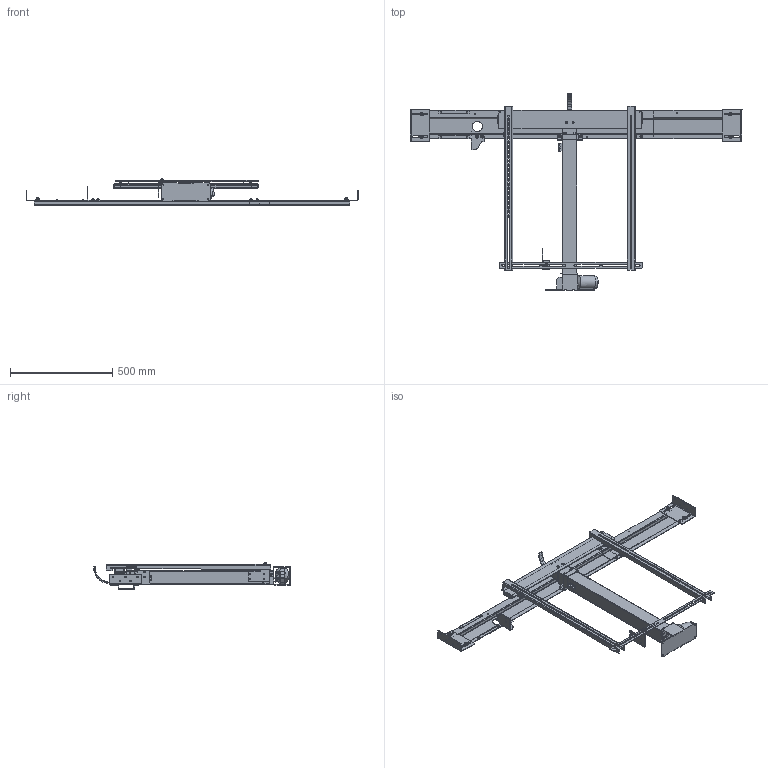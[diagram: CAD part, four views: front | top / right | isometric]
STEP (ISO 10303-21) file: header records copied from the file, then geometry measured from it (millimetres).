
FILE_DESCRIPTION((''),'2;1');
FILE_NAME('P5.00.00 PODNOŚNIK K5 PREMIUM_Uproszczony.stp','2018-10-31T13:47:22',('m.krzysiek'),(''),'Autodesk Inventor 2011','Autodesk Inventor 2011','');
FILE_SCHEMA(('AUTOMOTIVE_DESIGN { 1 0 10303 214 1 1 1 1 }'));
Length unit declared in the file: millimetre
Products named in the file (44): P5.00.00; P5.01.00 Moduł napędu_uproszczony; KE.09.00 Zespł podstawy K_Model uproszczony; KE.09.01 Moduł podstawy; KE.09.01.01 Płytka silnika; PK.09.01.02 Podstawa; KE.09.01.03 Uchwyt sztycy pionowej; SILNIK 107.692_FCEE; PK.03.00 Oslona krancowki; K5.01.02 Zespół teleskopu K5_uproszczony; K5.01.02.01 Profil zewnętrzny; K5.01.02.02 Profil pośredni; K5.01.02.03 Profil wewnętrzny; PK.01.02 Zabierak wieka; P5.02.00 Uchwyt telewizora _K5_PREM; KP.21.00_Uchwyt łańcucha; ISO 8678 M8 x 16; ISO 7089 8 - 140 HV; ISO 4032 M8; KP.24.00_łącznik zawiesia; PK.10.00 Moduł belki nośnej; PK.10.01 Belka pozioma_B3M; PK.10.02 Nakładka belki; PK.01.01 Tulejka belki; K5.02.02 Belka pionowa; PK.01.03 Blokada zawiesia; ISO 7380 M4 x 8; PK.02.00 Uchwyt teleskopu; PK.02.01 Uchwyt teleskopu_blacha; PK.02.02 Nakładka filcowa; Filc_CZ-3x20x785_K5; P5.03.00_Zespł mocowaniaK5; KP.11.00 Bleka mocowania podnośnika długa (1103mm); KP.11.01 Bleka mocowania podnośnika Długa(1103mm); FH-MX-XX-ST M8x1.25-18; FH-MX-XX-ST M6x1-12; KP.17.00 Zawiesie sterownika; ISO 4161 M6; KP.10.00 Kątownik belki; KP.22.00 Wspornik łańcucha ...
Assembly tree (69 placements, depth 5):
  P5.00.00
    P5.01.00 Moduł napędu_uproszczony
      KE.09.00 Zespł podstawy K_Model uproszczony
        KE.09.01 Moduł podstawy
          KE.09.01.01 Płytka silnika
          PK.09.01.02 Podstawa
          KE.09.01.03 Uchwyt sztycy pionowej
        SILNIK 107.692_FCEE
      PK.03.00 Oslona krancowki
      K5.01.02 Zespół teleskopu K5_uproszczony
        K5.01.02.01 Profil zewnętrzny
        K5.01.02.02 Profil pośredni
        K5.01.02.03 Profil wewnętrzny
      PK.01.02 Zabierak wieka
    P5.02.00 Uchwyt telewizora _K5_PREM
      KP.21.00_Uchwyt łańcucha
      ISO 8678 M8 x 16
      ISO 7089 8 - 140 HV
      ISO 4032 M8
      KP.24.00_łącznik zawiesia
      PK.10.00 Moduł belki nośnej
        PK.10.01 Belka pozioma_B3M
        PK.10.02 Nakładka belki
        PK.01.01 Tulejka belki  x2
      K5.02.02 Belka pionowa  x2
      PK.01.03 Blokada zawiesia  x2
      ISO 7380 M4 x 8  x4
    PK.02.00 Uchwyt teleskopu
      PK.02.01 Uchwyt teleskopu_blacha
      PK.02.02 Nakładka filcowa
    Filc_CZ-3x20x785_K5
    P5.03.00_Zespł mocowaniaK5
      KP.11.00 Bleka mocowania podnośnika długa (1103mm)
        KP.11.01 Bleka mocowania podnośnika Długa(1103mm)
        FH-MX-XX-ST M8x1.25-18  x2
        FH-MX-XX-ST M6x1-12  x8
        KP.17.00 Zawiesie sterownika  x2
      ISO 4161 M6  x6
      KP.10.00 Kątownik belki  x2
      KP.22.00 Wspornik łańcucha
      KP.13.00 Bleka mocowania podnośnika krótka (494mm)
        KP.16.00 Wspornik belki
        KP.13.01 Bleka mocowania podnośnika krótka(443mm)
        FH-MX-XX-ST M8x1.25-18  x2
      ISO 4161 M8  x4
Bounding box: 1626 x 963.03 x 130.2 mm (x, y, z)
Volume: 3029246.2 mm3; surface area: 2537343.1 mm2
Topology: 59 solids, 59 shells, 2609 faces, 6657 edges, 4157 vertices
Faces by surface type: plane 1615, cylinder 795, cone 175, torus 21, bspline 2, sphere 1
Full cylindrical faces by diameter (mm): 1.567 x2, 2.5 x3, 3 x2, 3.2 x2, 3.242 x8, 3.8 x1, 4 x8, 4.1 x8, 4.2 x2, 4.5 x6, 4.917 x6, 5 x5, 5.2 x2, 5.5 x4, 5.6 x8, 6 x11, 6.1 x8, 6.6 x2, 6.647 x5, 7 x18, 7.5 x6, 7.6 x8, 8 x15, 8.1 x2, 8.2 x2, 8.4 x1, 8.5 x80, 10 x9, 11 x3, 12 x3
Entity records: 46144 total; most frequent: DIRECTION 7947, CARTESIAN_POINT 7898, ORIENTED_EDGE 7282, EDGE_CURVE 3641, AXIS2_PLACEMENT_3D 2781, VERTEX_POINT 2393, VECTOR 2385, LINE 2385
